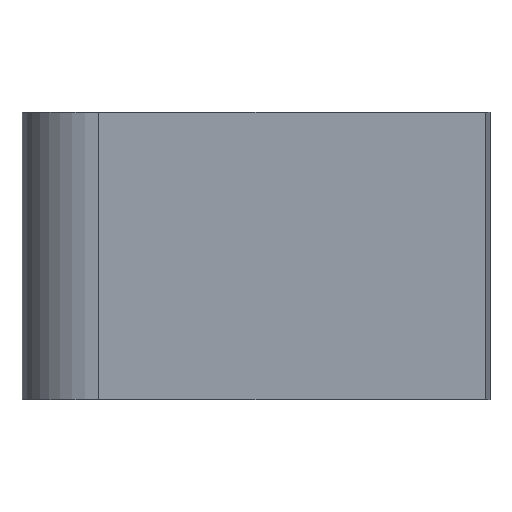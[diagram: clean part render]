
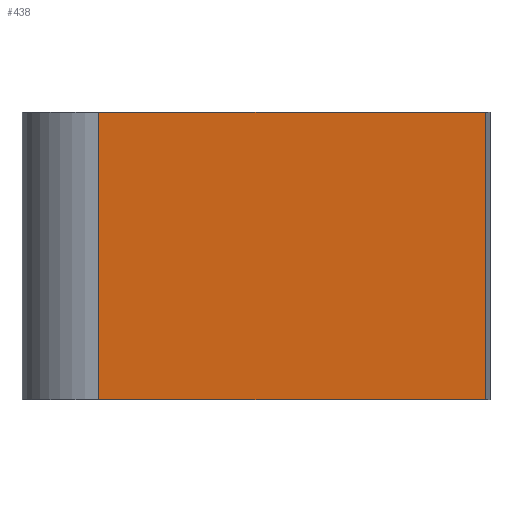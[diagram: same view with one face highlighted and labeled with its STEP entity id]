
A CAD part, left-side view. The second image highlights one B-rep face of the part: STEP entity #438.
In plain terms, the highlighted planar face has unit normal (-0.994, 0.11, 0).
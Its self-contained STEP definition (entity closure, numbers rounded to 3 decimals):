
#20 = EDGE_CURVE ( 'NONE', #683, #325, #488, .T. ) ;
#53 = DIRECTION ( 'NONE',  ( 0., 0., -1. ) ) ;
#54 = ORIENTED_EDGE ( 'NONE', *, *, #375, .F. ) ;
#56 = DIRECTION ( 'NONE',  ( -0.11, -0.994, 0. ) ) ;
#72 = DIRECTION ( 'NONE',  ( 0.994, -0.11, 0. ) ) ;
#85 = AXIS2_PLACEMENT_3D ( 'NONE', #124, #72, #569 ) ;
#89 = CARTESIAN_POINT ( 'NONE',  ( -37.5, 40.102, -20. ) ) ;
#96 = LINE ( 'NONE', #655, #684 ) ;
#124 = CARTESIAN_POINT ( 'NONE',  ( -30.964, 99.16, 20. ) ) ;
#160 = CARTESIAN_POINT ( 'NONE',  ( -31.555, 93.82, 20. ) ) ;
#169 = LINE ( 'NONE', #553, #672 ) ;
#207 = DIRECTION ( 'NONE',  ( 0., 0., -1. ) ) ;
#208 = CARTESIAN_POINT ( 'NONE',  ( -30.964, 99.16, 20. ) ) ;
#259 = ORIENTED_EDGE ( 'NONE', *, *, #403, .T. ) ;
#283 = EDGE_LOOP ( 'NONE', ( #259, #54, #456, #639 ) ) ;
#325 = VERTEX_POINT ( 'NONE', #635 ) ;
#375 = EDGE_CURVE ( 'NONE', #325, #550, #96, .T. ) ;
#376 = VERTEX_POINT ( 'NONE', #389 ) ;
#386 = CARTESIAN_POINT ( 'NONE',  ( -31.555, 93.82, 20. ) ) ;
#389 = CARTESIAN_POINT ( 'NONE',  ( -31.555, 93.82, -20. ) ) ;
#403 = EDGE_CURVE ( 'NONE', #376, #550, #169, .T. ) ;
#437 = LINE ( 'NONE', #160, #699 ) ;
#438 = ADVANCED_FACE ( 'NONE', ( #668 ), #470, .F. ) ;
#456 = ORIENTED_EDGE ( 'NONE', *, *, #20, .F. ) ;
#470 = PLANE ( 'NONE',  #85 ) ;
#488 = LINE ( 'NONE', #208, #524 ) ;
#517 = DIRECTION ( 'NONE',  ( -0.11, -0.994, 0. ) ) ;
#524 = VECTOR ( 'NONE', #517, 1000. ) ;
#550 = VERTEX_POINT ( 'NONE', #89 ) ;
#553 = CARTESIAN_POINT ( 'NONE',  ( -30.964, 99.16, -20. ) ) ;
#569 = DIRECTION ( 'NONE',  ( 0.11, 0.994, 0. ) ) ;
#635 = CARTESIAN_POINT ( 'NONE',  ( -37.5, 40.102, 20. ) ) ;
#639 = ORIENTED_EDGE ( 'NONE', *, *, #652, .T. ) ;
#652 = EDGE_CURVE ( 'NONE', #683, #376, #437, .T. ) ;
#655 = CARTESIAN_POINT ( 'NONE',  ( -37.5, 40.102, 20. ) ) ;
#668 = FACE_OUTER_BOUND ( 'NONE', #283, .T. ) ;
#672 = VECTOR ( 'NONE', #56, 1000. ) ;
#683 = VERTEX_POINT ( 'NONE', #386 ) ;
#684 = VECTOR ( 'NONE', #207, 1000. ) ;
#699 = VECTOR ( 'NONE', #53, 1000. ) ;
